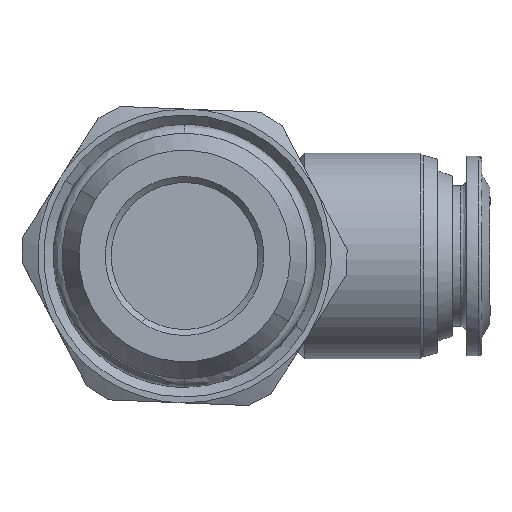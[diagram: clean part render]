
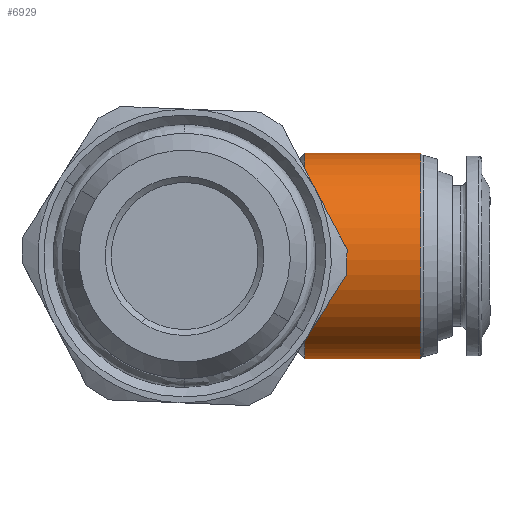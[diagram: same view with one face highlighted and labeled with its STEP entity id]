
A CAD part, front view. The second image highlights one B-rep face of the part: STEP entity #6929.
In plain terms, the highlighted free-form (B-spline) face has degree [1, 3] with [2, 4] control points.
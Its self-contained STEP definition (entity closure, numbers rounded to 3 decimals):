
#73 = EDGE_CURVE ( 'NONE', #836, #4929, #1152, .T. ) ;
#453 = CARTESIAN_POINT ( 'NONE',  ( 10.25, -17.5, -8.75 ) ) ;
#717 = CARTESIAN_POINT ( 'NONE',  ( 10.25, 0., -8.75 ) ) ;
#836 = VERTEX_POINT ( 'NONE', #2302 ) ;
#1063 = CARTESIAN_POINT ( 'NONE',  ( 20.122, -17.5, -8.75 ) ) ;
#1078 = EDGE_CURVE ( 'NONE', #836, #5094, #1748, .T. ) ;
#1116 = EDGE_CURVE ( 'NONE', #5094, #7156, #4498, .T. ) ;
#1152 =( BOUNDED_CURVE ( )  B_SPLINE_CURVE ( 3, ( #1967, #6512, #4823, #717 ),
 .UNSPECIFIED., .F., .T. ) 
 B_SPLINE_CURVE_WITH_KNOTS ( ( 4, 4 ),
 ( -3.142, 0. ),
 .UNSPECIFIED. ) 
 CURVE ( )  GEOMETRIC_REPRESENTATION_ITEM ( )  RATIONAL_B_SPLINE_CURVE ( ( 1., 0.333, 0.333, 1. ) ) 
 REPRESENTATION_ITEM ( '' )  );
#1380 =( BOUNDED_SURFACE ( )  B_SPLINE_SURFACE ( 1, 3, ( 
 ( #1580, #1063, #5082, #5030 ),
 ( #5588, #453, #2135, #2156 ) ),
 .UNSPECIFIED., .F., .F., .F. ) 
 B_SPLINE_SURFACE_WITH_KNOTS ( ( 2, 2 ),
 ( 4, 4 ),
 ( 0., 1. ),
 ( 0., 1. ),
 .UNSPECIFIED. ) 
 GEOMETRIC_REPRESENTATION_ITEM ( )  RATIONAL_B_SPLINE_SURFACE ( (
 ( 1., 0.333, 0.333, 1.),
 ( 1., 0.333, 0.333, 1.) ) ) 
 REPRESENTATION_ITEM ( '' )  SURFACE ( )  );
#1580 = CARTESIAN_POINT ( 'NONE',  ( 20.122, 0., -8.75 ) ) ;
#1748 = B_SPLINE_CURVE_WITH_KNOTS ( 'NONE', 1,
 ( #6953, #3474 ),
 .UNSPECIFIED., .F., .F.,
 ( 2, 2 ),
 ( -1., 0. ),
 .UNSPECIFIED. ) ;
#1943 = B_SPLINE_CURVE_WITH_KNOTS ( 'NONE', 1,
 ( #4905, #2144 ),
 .UNSPECIFIED., .F., .F.,
 ( 2, 2 ),
 ( -1., 0. ),
 .UNSPECIFIED. ) ;
#1967 = CARTESIAN_POINT ( 'NONE',  ( 10.25, 0., 8.75 ) ) ;
#2135 = CARTESIAN_POINT ( 'NONE',  ( 10.25, -17.5, 8.75 ) ) ;
#2144 = CARTESIAN_POINT ( 'NONE',  ( 10.25, 0., -8.75 ) ) ;
#2156 = CARTESIAN_POINT ( 'NONE',  ( 10.25, 0., 8.75 ) ) ;
#2162 = EDGE_CURVE ( 'NONE', #7156, #4929, #1943, .T. ) ;
#2302 = CARTESIAN_POINT ( 'NONE',  ( 10.25, 0., 8.75 ) ) ;
#2629 = ORIENTED_EDGE ( 'NONE', *, *, #1116, .F. ) ;
#2665 = CARTESIAN_POINT ( 'NONE',  ( 20.122, 0., -8.75 ) ) ;
#2759 = EDGE_LOOP ( 'NONE', ( #2629, #5914, #3071, #6408 ) ) ;
#3048 = CARTESIAN_POINT ( 'NONE',  ( 20.122, 0., -8.75 ) ) ;
#3071 = ORIENTED_EDGE ( 'NONE', *, *, #73, .T. ) ;
#3474 = CARTESIAN_POINT ( 'NONE',  ( 20.122, 0., 8.75 ) ) ;
#4111 = CARTESIAN_POINT ( 'NONE',  ( 20.122, -17.5, -8.75 ) ) ;
#4498 =( BOUNDED_CURVE ( )  B_SPLINE_CURVE ( 3, ( #6521, #5343, #4111, #3048 ),
 .UNSPECIFIED., .F., .F. ) 
 B_SPLINE_CURVE_WITH_KNOTS ( ( 4, 4 ),
 ( -3.142, 0. ),
 .UNSPECIFIED. ) 
 CURVE ( )  GEOMETRIC_REPRESENTATION_ITEM ( )  RATIONAL_B_SPLINE_CURVE ( ( 1., 0.333, 0.333, 1. ) ) 
 REPRESENTATION_ITEM ( '' )  );
#4823 = CARTESIAN_POINT ( 'NONE',  ( 10.25, -17.5, -8.75 ) ) ;
#4905 = CARTESIAN_POINT ( 'NONE',  ( 20.122, 0., -8.75 ) ) ;
#4929 = VERTEX_POINT ( 'NONE', #6939 ) ;
#5030 = CARTESIAN_POINT ( 'NONE',  ( 20.122, 0., 8.75 ) ) ;
#5082 = CARTESIAN_POINT ( 'NONE',  ( 20.122, -17.5, 8.75 ) ) ;
#5094 = VERTEX_POINT ( 'NONE', #5555 ) ;
#5343 = CARTESIAN_POINT ( 'NONE',  ( 20.122, -17.5, 8.75 ) ) ;
#5555 = CARTESIAN_POINT ( 'NONE',  ( 20.122, 0., 8.75 ) ) ;
#5588 = CARTESIAN_POINT ( 'NONE',  ( 10.25, 0., -8.75 ) ) ;
#5914 = ORIENTED_EDGE ( 'NONE', *, *, #1078, .F. ) ;
#6408 = ORIENTED_EDGE ( 'NONE', *, *, #2162, .F. ) ;
#6512 = CARTESIAN_POINT ( 'NONE',  ( 10.25, -17.5, 8.75 ) ) ;
#6521 = CARTESIAN_POINT ( 'NONE',  ( 20.122, 0., 8.75 ) ) ;
#6901 = FACE_OUTER_BOUND ( 'NONE', #2759, .T. ) ;
#6929 = ADVANCED_FACE ( 'NONE', ( #6901 ), #1380, .F. ) ;
#6939 = CARTESIAN_POINT ( 'NONE',  ( 10.25, 0., -8.75 ) ) ;
#6953 = CARTESIAN_POINT ( 'NONE',  ( 10.25, 0., 8.75 ) ) ;
#7156 = VERTEX_POINT ( 'NONE', #2665 ) ;
